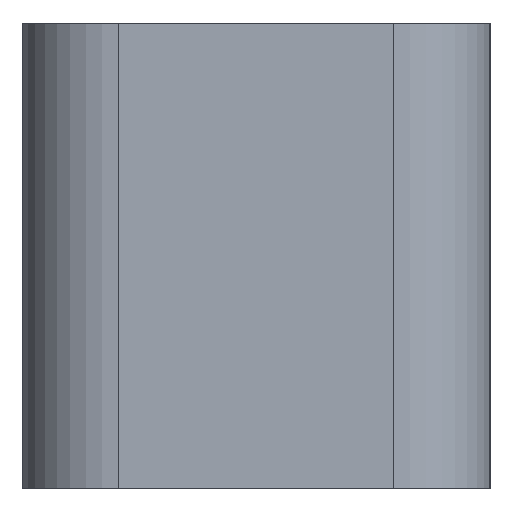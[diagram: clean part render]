
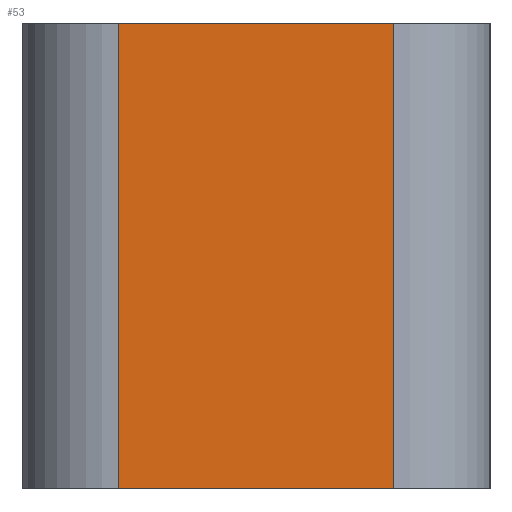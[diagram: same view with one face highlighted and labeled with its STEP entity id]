
A CAD part, left-side view. The second image highlights one B-rep face of the part: STEP entity #53.
In plain terms, the highlighted planar face has unit normal (-1, 0, 0).
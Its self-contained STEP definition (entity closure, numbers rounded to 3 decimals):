
#53=ADVANCED_FACE('',(#110),#111,.T.);
#110=FACE_OUTER_BOUND('',#168,.T.);
#111=PLANE('',#169);
#168=EDGE_LOOP('',(#259,#260,#261,#262));
#169=AXIS2_PLACEMENT_3D('',#263,#264,#265);
#259=ORIENTED_EDGE('',*,*,#362,.T.);
#260=ORIENTED_EDGE('',*,*,#371,.F.);
#261=ORIENTED_EDGE('',*,*,#382,.F.);
#262=ORIENTED_EDGE('',*,*,#383,.T.);
#263=CARTESIAN_POINT('',(-64.1,-7.1,0.0));
#264=DIRECTION('',(-1.0,-0.0,0.0));
#265=DIRECTION('',(0.0,-1.0,-0.0));
#362=EDGE_CURVE('',#434,#432,#435,.T.);
#371=EDGE_CURVE('',#446,#432,#448,.T.);
#382=EDGE_CURVE('',#462,#446,#463,.T.);
#383=EDGE_CURVE('',#462,#434,#464,.T.);
#432=VERTEX_POINT('',#524);
#434=VERTEX_POINT('',#526);
#435=LINE('',#527,#528);
#446=VERTEX_POINT('',#542);
#448=LINE('',#544,#545);
#462=VERTEX_POINT('',#564);
#463=LINE('',#565,#566);
#464=LINE('',#567,#568);
#524=CARTESIAN_POINT('',(-64.1,7.1,24.0));
#526=CARTESIAN_POINT('',(-64.1,-7.1,24.0));
#527=CARTESIAN_POINT('',(-64.1,-7.1,24.0));
#528=VECTOR('',#634,1.0);
#542=CARTESIAN_POINT('',(-64.1,7.1,0.0));
#544=CARTESIAN_POINT('',(-64.1,7.1,0.0));
#545=VECTOR('',#647,1.0);
#564=CARTESIAN_POINT('',(-64.1,-7.1,0.0));
#565=CARTESIAN_POINT('',(-64.1,-7.1,0.0));
#566=VECTOR('',#656,1.0);
#567=CARTESIAN_POINT('',(-64.1,-7.1,0.0));
#568=VECTOR('',#657,1.0);
#634=DIRECTION('',(0.0,1.0,0.0));
#647=DIRECTION('',(0.0,0.0,1.0));
#656=DIRECTION('',(0.0,1.0,0.0));
#657=DIRECTION('',(0.0,0.0,1.0));
